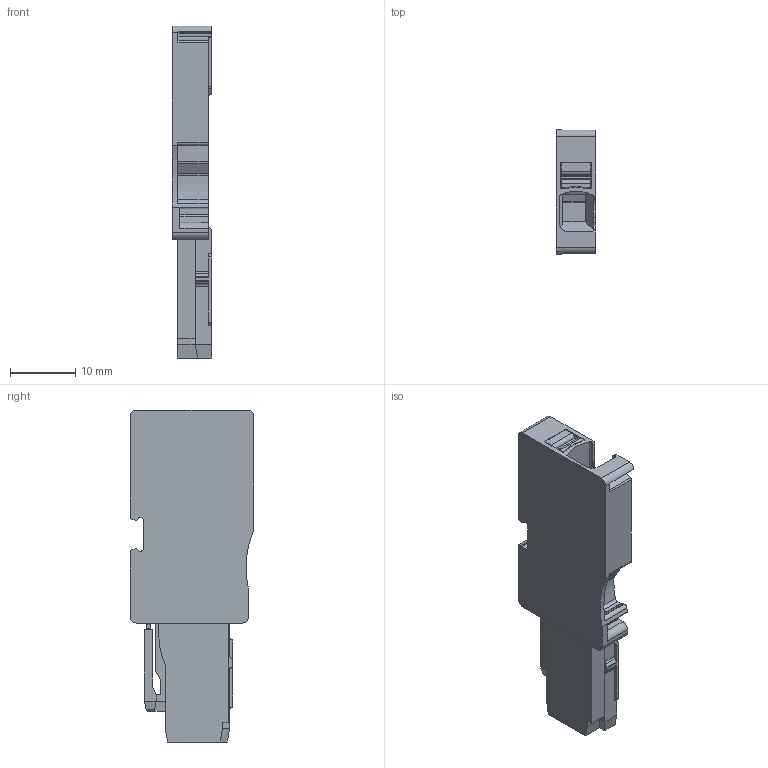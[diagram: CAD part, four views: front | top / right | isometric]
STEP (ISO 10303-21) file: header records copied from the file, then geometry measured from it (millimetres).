
FILE_DESCRIPTION(('CATIA V5R24 STEP','CAx-IF Rec.Pracs.--- Model Styling and Organization---1.2---2011-12-15'),'2;1');
FILE_NAME ('472354-1_1', '2018-08-16T11:57:49+00:00', ('Weidmueller Interface'), ('Weidmueller'), 'CATIA Version 5-6 Release 2014 SP4 HF52', 'CATIA V5 STEP AP214', 'none');
FILE_SCHEMA(('AUTOMOTIVE_DESIGN { 1 0 10303 214 1 1 1 1 }'));
Length unit declared in the file: millimetre
Products named in the file (1): 2540570000
Bounding box: 6.1 x 19 x 50.95 mm (x, y, z)
Volume: 3732.6 mm3; surface area: 3123.4 mm2
Topology: 2 solids, 2 shells, 398 faces, 1087 edges, 702 vertices
Faces by surface type: plane 190, cylinder 163, cone 22, torus 18, revolution 3, sphere 2
Entity records: 12075 total; most frequent: CARTESIAN_POINT 2392, ORIENTED_EDGE 2170, DIRECTION 1687, EDGE_CURVE 1085, VERTEX_POINT 702, AXIS2_PLACEMENT_3D 680, VECTOR 677, LINE 677
